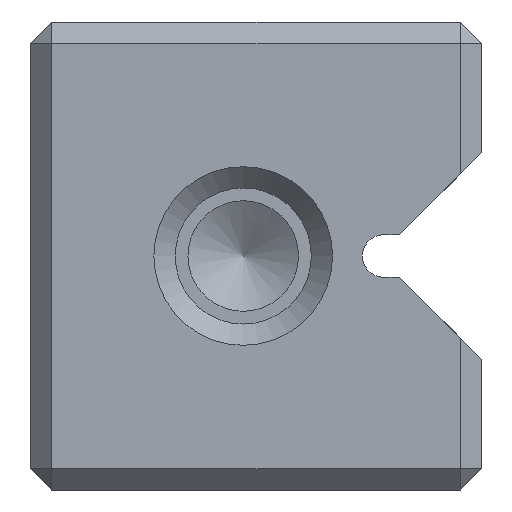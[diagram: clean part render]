
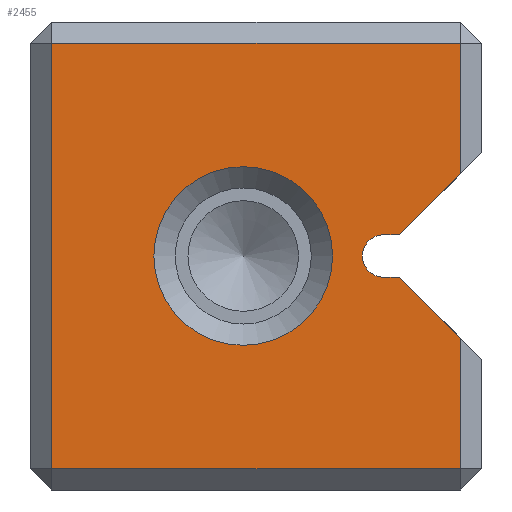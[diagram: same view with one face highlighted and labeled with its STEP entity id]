
A CAD part, left-side view. The second image highlights one B-rep face of the part: STEP entity #2455.
In plain terms, the highlighted planar face has unit normal (-1, 0, 0).
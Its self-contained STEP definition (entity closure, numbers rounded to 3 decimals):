
#2455=ADVANCED_FACE('',(#3156,#3157),#2823,.T.);
#2823=PLANE('',#8523);
#3074=CIRCLE('',#8521,2.1);
#3075=CIRCLE('',#8522,0.5);
#3156=FACE_BOUND('',#3308,.T.);
#3157=FACE_BOUND('',#3309,.T.);
#3308=EDGE_LOOP('',(#4161));
#3309=EDGE_LOOP('',(#4162,#4163,#4164,#4165,#4166,#4167,#4168,#4169,#4170,
#4171));
#4161=ORIENTED_EDGE('',*,*,#6551,.T.);
#4162=ORIENTED_EDGE('',*,*,#6552,.T.);
#4163=ORIENTED_EDGE('',*,*,#6553,.T.);
#4164=ORIENTED_EDGE('',*,*,#6554,.F.);
#4165=ORIENTED_EDGE('',*,*,#6555,.T.);
#4166=ORIENTED_EDGE('',*,*,#6556,.T.);
#4167=ORIENTED_EDGE('',*,*,#6557,.F.);
#4168=ORIENTED_EDGE('',*,*,#6558,.F.);
#4169=ORIENTED_EDGE('',*,*,#6559,.T.);
#4170=ORIENTED_EDGE('',*,*,#6560,.T.);
#4171=ORIENTED_EDGE('',*,*,#6561,.T.);
#5945=VERTEX_POINT('',#10915);
#5946=VERTEX_POINT('',#10917);
#5947=VERTEX_POINT('',#10918);
#5948=VERTEX_POINT('',#10920);
#5949=VERTEX_POINT('',#10922);
#5950=VERTEX_POINT('',#10924);
#5951=VERTEX_POINT('',#10926);
#5952=VERTEX_POINT('',#10928);
#5953=VERTEX_POINT('',#10930);
#5954=VERTEX_POINT('',#10932);
#5955=VERTEX_POINT('',#10934);
#6551=EDGE_CURVE('',#5945,#5945,#3074,.T.);
#6552=EDGE_CURVE('',#5946,#5947,#7353,.T.);
#6553=EDGE_CURVE('',#5947,#5948,#7354,.T.);
#6554=EDGE_CURVE('',#5949,#5948,#7355,.T.);
#6555=EDGE_CURVE('',#5949,#5950,#7356,.T.);
#6556=EDGE_CURVE('',#5950,#5951,#3075,.T.);
#6557=EDGE_CURVE('',#5952,#5951,#7357,.T.);
#6558=EDGE_CURVE('',#5953,#5952,#7358,.T.);
#6559=EDGE_CURVE('',#5953,#5954,#7359,.T.);
#6560=EDGE_CURVE('',#5954,#5955,#7360,.T.);
#6561=EDGE_CURVE('',#5955,#5946,#7361,.T.);
#7353=LINE('',#10916,#8011);
#7354=LINE('',#10919,#8012);
#7355=LINE('',#10921,#8013);
#7356=LINE('',#10923,#8014);
#7357=LINE('',#10927,#8015);
#7358=LINE('',#10929,#8016);
#7359=LINE('',#10931,#8017);
#7360=LINE('',#10933,#8018);
#7361=LINE('',#10935,#8019);
#8011=VECTOR('',#9042,1.);
#8012=VECTOR('',#9043,1.);
#8013=VECTOR('',#9044,1.);
#8014=VECTOR('',#9045,1.);
#8015=VECTOR('',#9048,1.);
#8016=VECTOR('',#9049,1.);
#8017=VECTOR('',#9050,1.);
#8018=VECTOR('',#9051,1.);
#8019=VECTOR('',#9052,1.);
#8521=AXIS2_PLACEMENT_3D('',#10914,#9040,#9041);
#8522=AXIS2_PLACEMENT_3D('',#10925,#9046,#9047);
#8523=AXIS2_PLACEMENT_3D('',#10936,#9053,#9054);
#9040=DIRECTION('',(1.,0.,0.));
#9041=DIRECTION('',(0.,0.,1.));
#9042=DIRECTION('',(0.,-1.,0.));
#9043=DIRECTION('',(0.,0.,1.));
#9044=DIRECTION('',(0.,-0.707,-0.707));
#9045=DIRECTION('',(0.,1.,0.));
#9046=DIRECTION('',(1.,0.,0.));
#9047=DIRECTION('',(0.,0.,1.));
#9048=DIRECTION('',(0.,1.,0.));
#9049=DIRECTION('',(0.,0.707,-0.707));
#9050=DIRECTION('',(0.,0.,1.));
#9051=DIRECTION('',(0.,1.,0.));
#9052=DIRECTION('',(0.,0.,-1.));
#9053=DIRECTION('',(-1.,0.,0.));
#9054=DIRECTION('',(0.,0.,-1.));
#10914=CARTESIAN_POINT('',(0.,5.6,5.5));
#10915=CARTESIAN_POINT('',(0.,5.6,7.6));
#10916=CARTESIAN_POINT('',(0.,5.3,0.5));
#10917=CARTESIAN_POINT('',(0.,10.1,0.5));
#10918=CARTESIAN_POINT('',(0.,0.5,0.5));
#10919=CARTESIAN_POINT('',(0.,0.5,0.));
#10920=CARTESIAN_POINT('',(0.,0.5,3.572));
#10921=CARTESIAN_POINT('',(0.,1.114,4.186));
#10922=CARTESIAN_POINT('',(0.,1.928,5.));
#10923=CARTESIAN_POINT('',(0.,2.8,5.));
#10924=CARTESIAN_POINT('',(0.,2.3,5.));
#10925=CARTESIAN_POINT('',(0.,2.3,5.5));
#10926=CARTESIAN_POINT('',(0.,2.3,6.));
#10927=CARTESIAN_POINT('',(0.,2.8,6.));
#10928=CARTESIAN_POINT('',(0.,1.928,6.));
#10929=CARTESIAN_POINT('',(0.,6.614,1.314));
#10930=CARTESIAN_POINT('',(0.,0.5,7.428));
#10931=CARTESIAN_POINT('',(0.,0.5,0.));
#10932=CARTESIAN_POINT('',(0.,0.5,10.5));
#10933=CARTESIAN_POINT('',(0.,5.3,10.5));
#10934=CARTESIAN_POINT('',(0.,10.1,10.5));
#10935=CARTESIAN_POINT('',(0.,10.1,0.));
#10936=CARTESIAN_POINT('',(0.,5.3,0.));
